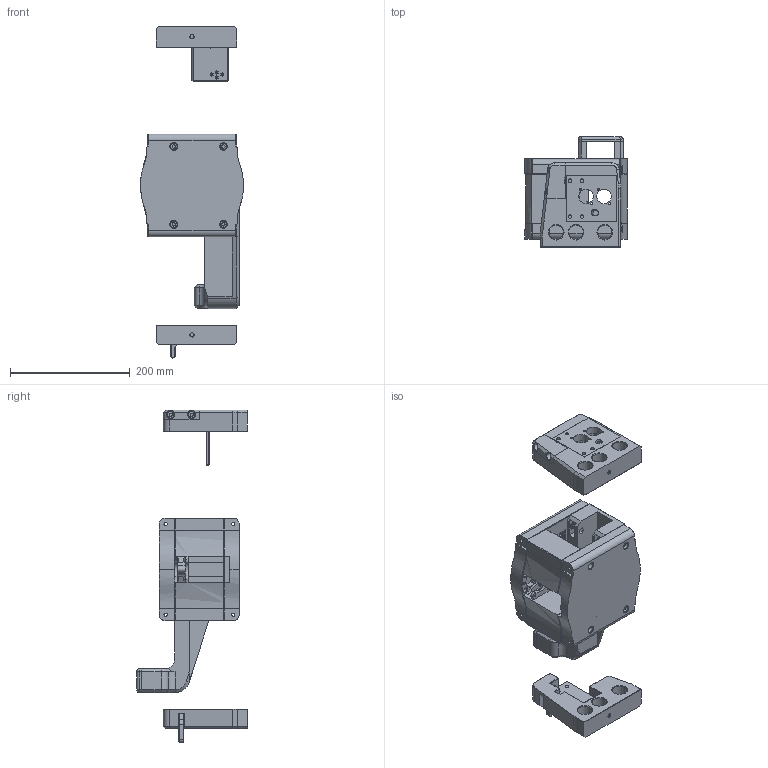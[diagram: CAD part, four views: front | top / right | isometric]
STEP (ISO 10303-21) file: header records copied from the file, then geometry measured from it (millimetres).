
FILE_DESCRIPTION(/* description */ ('','CAx-IF Rec.Pracs.---Representation and Presentation of Product Manufacturing Information (PMI)---4.0---2014-10-13'),/* implementation_level */ '2;1');
FILE_NAME(/* name */ '00 Rail 24 Build v19.step',/* time_stamp */ '2024-12-28T19:47:16Z',/* author */ (''),/* organization */ (''),/* preprocessor_version */ 'ST-DEVELOPER v20',/* originating_system */ 'Autodesk Translation Framework v13.20.0.188',/* authorisation */ '');
FILE_SCHEMA (('AP242_MANAGED_MODEL_BASED_3D_ENGINEERING_MIM_LF { 1 0 10303 442 1 1 4 }'));
Length unit declared in the file: millimetre
Products named in the file (11): 00 Rail 24 Build; 01 Bottom; 13 End B; 14 Drag Support; 03 Side Motor; 04 Side; 02 Top; 05 Drag Arm; 06 Drag Mount; 12 End A; 15 Belt Cam
Assembly tree (10 placements, depth 2):
  00 Rail 24 Build
    01 Bottom
    13 End B
    14 Drag Support
    03 Side Motor
    04 Side
    02 Top
    05 Drag Arm
    06 Drag Mount
    12 End A
    15 Belt Cam
Bounding box: 171.38 x 184 x 554 mm (x, y, z)
Volume: 3421996 mm3; surface area: 564931.1 mm2
Topology: 14 solids, 14 shells, 1609 faces, 3852 edges, 2390 vertices
Faces by surface type: plane 1224, cylinder 212, cone 120, bspline 51, torus 2
Full cylindrical faces by diameter (mm): 3.3 x29, 5.5 x65, 5.8 x12, 7 x7, 8 x4, 11 x14, 24 x6, 24.4 x2, 29 x1
Entity records: 48377 total; most frequent: CARTESIAN_POINT 10576, ORIENTED_EDGE 7704, DIRECTION 7455, EDGE_CURVE 3852, LINE 3099, VECTOR 3099, VERTEX_POINT 2390, AXIS2_PLACEMENT_3D 2178
